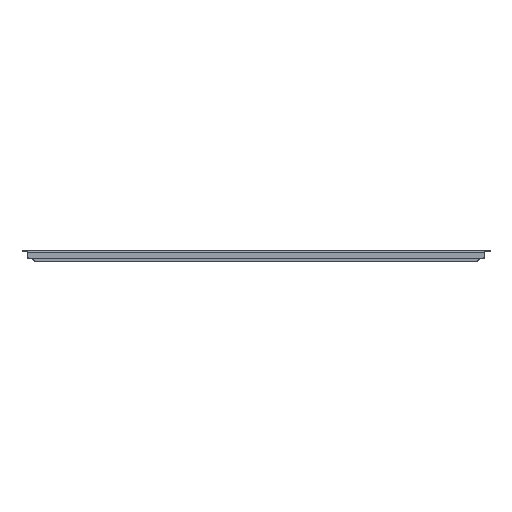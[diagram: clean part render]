
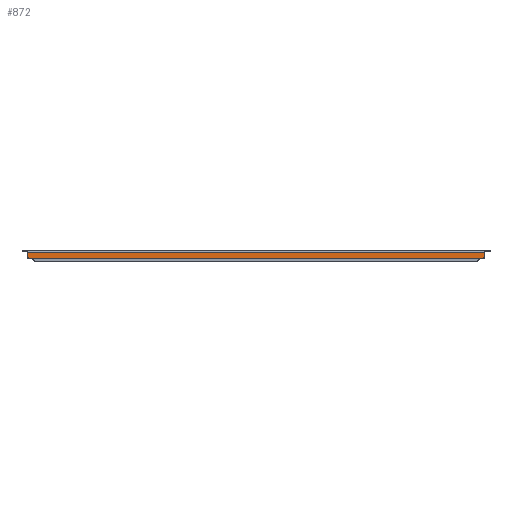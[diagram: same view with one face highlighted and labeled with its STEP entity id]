
A CAD part, top view. The second image highlights one B-rep face of the part: STEP entity #872.
In plain terms, the highlighted planar face has unit normal (0, 0, 1).
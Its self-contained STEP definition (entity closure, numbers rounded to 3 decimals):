
#24 = CARTESIAN_POINT ( 'NONE',  ( -428.25, -15., 47.45 ) ) ;
#147 = CARTESIAN_POINT ( 'NONE',  ( 423.25, -15., 47.45 ) ) ;
#149 = DIRECTION ( 'NONE',  ( 0., -1., 0. ) ) ;
#200 = PLANE ( 'NONE',  #2618 ) ;
#244 = CARTESIAN_POINT ( 'NONE',  ( 428.25, -3., 47.45 ) ) ;
#398 = DIRECTION ( 'NONE',  ( 0., 0., 1. ) ) ;
#470 = CARTESIAN_POINT ( 'NONE',  ( -428.25, -1.5, 47.45 ) ) ;
#516 = CARTESIAN_POINT ( 'NONE',  ( 428.25, -10., 47.45 ) ) ;
#654 = ORIENTED_EDGE ( 'NONE', *, *, #2805, .T. ) ;
#658 = DIRECTION ( 'NONE',  ( 0., -1., 0. ) ) ;
#666 = ORIENTED_EDGE ( 'NONE', *, *, #3394, .F. ) ;
#731 = CARTESIAN_POINT ( 'NONE',  ( 428.25, -15., 47.45 ) ) ;
#834 = CIRCLE ( 'NONE', #3284, 5. ) ;
#872 = ADVANCED_FACE ( 'NONE', ( #2651 ), #200, .T. ) ;
#962 = VERTEX_POINT ( 'NONE', #516 ) ;
#1003 = EDGE_LOOP ( 'NONE', ( #3426, #654, #1093, #2224, #666, #1977 ) ) ;
#1010 = EDGE_CURVE ( 'NONE', #2207, #3309, #2479, .T. ) ;
#1093 = ORIENTED_EDGE ( 'NONE', *, *, #1010, .F. ) ;
#1239 = CARTESIAN_POINT ( 'NONE',  ( -428.25, -3., 47.45 ) ) ;
#1241 = CARTESIAN_POINT ( 'NONE',  ( -423.25, -10., 47.45 ) ) ;
#1385 = CIRCLE ( 'NONE', #1850, 5. ) ;
#1386 = CARTESIAN_POINT ( 'NONE',  ( -428.25, -10., 47.45 ) ) ;
#1466 = EDGE_CURVE ( 'NONE', #2604, #1800, #1662, .T. ) ;
#1488 = DIRECTION ( 'NONE',  ( 0., -1., 0. ) ) ;
#1496 = VERTEX_POINT ( 'NONE', #1386 ) ;
#1617 = DIRECTION ( 'NONE',  ( -1., 0., 0. ) ) ;
#1655 = EDGE_CURVE ( 'NONE', #2207, #962, #834, .T. ) ;
#1662 = LINE ( 'NONE', #1929, #1687 ) ;
#1687 = VECTOR ( 'NONE', #1942, 1000. ) ;
#1799 = VECTOR ( 'NONE', #1617, 1000. ) ;
#1800 = VERTEX_POINT ( 'NONE', #1239 ) ;
#1849 = VECTOR ( 'NONE', #2929, 1000. ) ;
#1850 = AXIS2_PLACEMENT_3D ( 'NONE', #1241, #2002, #658 ) ;
#1871 = LINE ( 'NONE', #731, #2754 ) ;
#1929 = CARTESIAN_POINT ( 'NONE',  ( 0., -3., 47.45 ) ) ;
#1942 = DIRECTION ( 'NONE',  ( -1., 0., 0. ) ) ;
#1977 = ORIENTED_EDGE ( 'NONE', *, *, #1466, .T. ) ;
#2002 = DIRECTION ( 'NONE',  ( 0., 0., 1. ) ) ;
#2088 = LINE ( 'NONE', #470, #1849 ) ;
#2207 = VERTEX_POINT ( 'NONE', #147 ) ;
#2224 = ORIENTED_EDGE ( 'NONE', *, *, #1655, .T. ) ;
#2392 = DIRECTION ( 'NONE',  ( 0., 0., 1. ) ) ;
#2479 = LINE ( 'NONE', #24, #1799 ) ;
#2566 = EDGE_CURVE ( 'NONE', #1496, #1800, #2088, .T. ) ;
#2604 = VERTEX_POINT ( 'NONE', #244 ) ;
#2618 = AXIS2_PLACEMENT_3D ( 'NONE', #2885, #2392, #2671 ) ;
#2651 = FACE_OUTER_BOUND ( 'NONE', #1003, .T. ) ;
#2671 = DIRECTION ( 'NONE',  ( 0., -1., 0. ) ) ;
#2754 = VECTOR ( 'NONE', #149, 1000. ) ;
#2805 = EDGE_CURVE ( 'NONE', #1496, #3309, #1385, .T. ) ;
#2853 = CARTESIAN_POINT ( 'NONE',  ( 423.25, -10., 47.45 ) ) ;
#2864 = CARTESIAN_POINT ( 'NONE',  ( -423.25, -15., 47.45 ) ) ;
#2885 = CARTESIAN_POINT ( 'NONE',  ( 0., 0., 47.45 ) ) ;
#2929 = DIRECTION ( 'NONE',  ( 0., 1., 0. ) ) ;
#3284 = AXIS2_PLACEMENT_3D ( 'NONE', #2853, #398, #1488 ) ;
#3309 = VERTEX_POINT ( 'NONE', #2864 ) ;
#3394 = EDGE_CURVE ( 'NONE', #2604, #962, #1871, .T. ) ;
#3426 = ORIENTED_EDGE ( 'NONE', *, *, #2566, .F. ) ;
